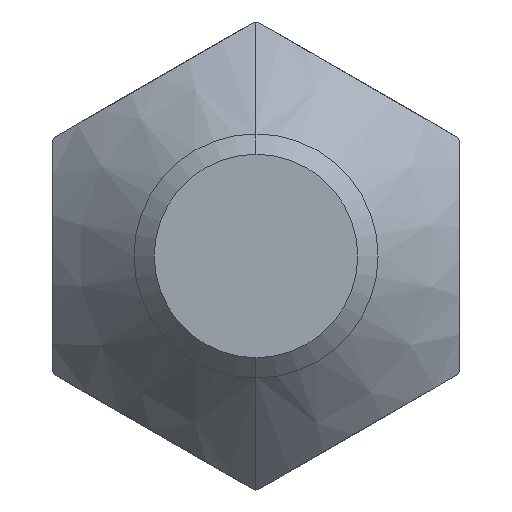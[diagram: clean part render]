
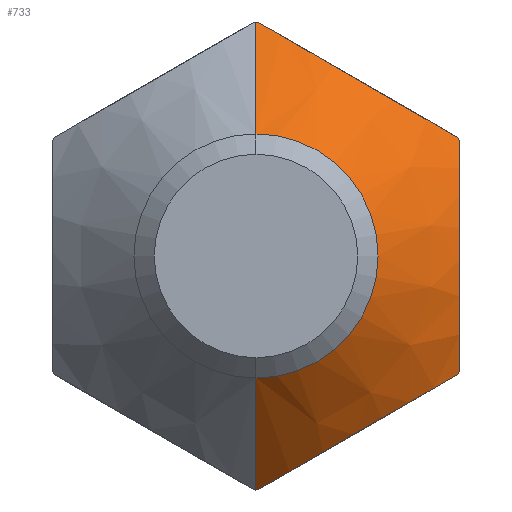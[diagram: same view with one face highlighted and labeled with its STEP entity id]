
A CAD part, front view. The second image highlights one B-rep face of the part: STEP entity #733.
In plain terms, the highlighted conical face has half-angle 45 degrees and reference radius 5.75 mm.
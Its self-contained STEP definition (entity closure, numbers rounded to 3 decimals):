
#56 = EDGE_CURVE ( 'NONE', #1013, #1151, #1610, .T. ) ;
#186 = AXIS2_PLACEMENT_3D ( 'NONE', #1677, #2760, #2078 ) ;
#206 = VERTEX_POINT ( 'NONE', #866 ) ;
#251 = CARTESIAN_POINT ( 'NONE',  ( 3.363, -87.907, 3.832 ) ) ;
#337 = CARTESIAN_POINT ( 'NONE',  ( 0., -87.25, 0. ) ) ;
#355 = ORIENTED_EDGE ( 'NONE', *, *, #2849, .T. ) ;
#367 = DIRECTION ( 'NONE',  ( 0., 0., -1. ) ) ;
#383 = CIRCLE ( 'NONE', #186, 5.75 ) ;
#413 = EDGE_CURVE ( 'NONE', #2494, #4683, #3891, .T. ) ;
#481 = CARTESIAN_POINT ( 'NONE',  ( 0., -90., 3. ) ) ;
#537 = ORIENTED_EDGE ( 'NONE', *, *, #1683, .T. ) ;
#543 = CIRCLE ( 'NONE', #1745, 5.75 ) ;
#575 = B_SPLINE_CURVE_WITH_KNOTS ( 'NONE', 3,
 ( #1752, #4352, #4012, #624, #251, #2145, #2089, #2880, #4389, #4410, #2423, #3195 ),
 .UNSPECIFIED., .F., .F.,
 ( 4, 2, 2, 2, 2, 4 ),
 ( 0., 0.001, 0.002, 0.003, 0.004, 0.006 ),
 .UNSPECIFIED. ) ;
#581 = AXIS2_PLACEMENT_3D ( 'NONE', #2556, #1464, #367 ) ;
#609 = CARTESIAN_POINT ( 'NONE',  ( 4.572, -87.471, -3.134 ) ) ;
#624 = CARTESIAN_POINT ( 'NONE',  ( 3.57, -87.855, 3.712 ) ) ;
#690 = CARTESIAN_POINT ( 'NONE',  ( 0., -90., 0. ) ) ;
#695 = DIRECTION ( 'NONE',  ( 0., 0.707, 0.707 ) ) ;
#706 = CARTESIAN_POINT ( 'NONE',  ( 5., -87.469, -2.395 ) ) ;
#733 = ADVANCED_FACE ( 'NONE', ( #4832 ), #3093, .T. ) ;
#753 = CARTESIAN_POINT ( 'NONE',  ( 0., -90., -3. ) ) ;
#831 = EDGE_CURVE ( 'NONE', #4157, #2190, #3153, .T. ) ;
#866 = CARTESIAN_POINT ( 'NONE',  ( 0.041, -87.25, 5.75 ) ) ;
#871 = CIRCLE ( 'NONE', #3227, 3. ) ;
#945 = CARTESIAN_POINT ( 'NONE',  ( 1.637, -87.907, -4.828 ) ) ;
#979 = VERTEX_POINT ( 'NONE', #753 ) ;
#987 = VECTOR ( 'NONE', #2360, 1000. ) ;
#1013 = VERTEX_POINT ( 'NONE', #1886 ) ;
#1051 = CARTESIAN_POINT ( 'NONE',  ( 0., -87.25, -5.75 ) ) ;
#1082 = CARTESIAN_POINT ( 'NONE',  ( 0., -87.25, 0. ) ) ;
#1151 = VERTEX_POINT ( 'NONE', #4054 ) ;
#1243 = DIRECTION ( 'NONE',  ( 0., 0., -1. ) ) ;
#1305 = CARTESIAN_POINT ( 'NONE',  ( 2.277, -87.999, -4.459 ) ) ;
#1330 = EDGE_CURVE ( 'NONE', #4141, #2190, #383, .T. ) ;
#1436 = CARTESIAN_POINT ( 'NONE',  ( 5., -87.907, -0.997 ) ) ;
#1444 = DIRECTION ( 'NONE',  ( 0., 0., 1. ) ) ;
#1464 = DIRECTION ( 'NONE',  ( 0., -1., 0. ) ) ;
#1478 = DIRECTION ( 'NONE',  ( 0., 1., 0. ) ) ;
#1548 = ORIENTED_EDGE ( 'NONE', *, *, #56, .T. ) ;
#1610 = B_SPLINE_CURVE_WITH_KNOTS ( 'NONE', 3,
 ( #4721, #2774, #3167, #4694, #945, #2042, #1305, #2408, #2057, #2806, #609, #3198 ),
 .UNSPECIFIED., .F., .F.,
 ( 4, 2, 2, 2, 2, 4 ),
 ( 0., 0.001, 0.002, 0.003, 0.004, 0.006 ),
 .UNSPECIFIED. ) ;
#1669 = CARTESIAN_POINT ( 'NONE',  ( 5., -87.25, -2.839 ) ) ;
#1677 = CARTESIAN_POINT ( 'NONE',  ( 0., -87.25, 0. ) ) ;
#1678 = ORIENTED_EDGE ( 'NONE', *, *, #1762, .F. ) ;
#1683 = EDGE_CURVE ( 'NONE', #4141, #206, #575, .T. ) ;
#1745 = AXIS2_PLACEMENT_3D ( 'NONE', #337, #2507, #1784 ) ;
#1752 = CARTESIAN_POINT ( 'NONE',  ( 4.959, -87.25, 2.91 ) ) ;
#1753 = CARTESIAN_POINT ( 'NONE',  ( 5., -87.656, -1.941 ) ) ;
#1762 = EDGE_CURVE ( 'NONE', #1013, #4693, #543, .T. ) ;
#1784 = DIRECTION ( 'NONE',  ( 0., 0., 1. ) ) ;
#1805 = CARTESIAN_POINT ( 'NONE',  ( 5., -87.66, 1.932 ) ) ;
#1808 = CARTESIAN_POINT ( 'NONE',  ( 5., -87.25, 2.839 ) ) ;
#1886 = CARTESIAN_POINT ( 'NONE',  ( 0.041, -87.25, -5.75 ) ) ;
#1905 = VECTOR ( 'NONE', #695, 1000. ) ;
#2028 = CARTESIAN_POINT ( 'NONE',  ( 4.959, -87.25, 2.91 ) ) ;
#2042 = CARTESIAN_POINT ( 'NONE',  ( 2.059, -87.98, -4.584 ) ) ;
#2057 = CARTESIAN_POINT ( 'NONE',  ( 3.342, -87.927, -3.844 ) ) ;
#2078 = DIRECTION ( 'NONE',  ( 0., 0., 1. ) ) ;
#2089 = CARTESIAN_POINT ( 'NONE',  ( 2.723, -87.999, 4.201 ) ) ;
#2101 = ORIENTED_EDGE ( 'NONE', *, *, #4121, .T. ) ;
#2127 = CARTESIAN_POINT ( 'NONE',  ( 5., -87.25, 2.839 ) ) ;
#2129 = CARTESIAN_POINT ( 'NONE',  ( 0., -87.25, 5.75 ) ) ;
#2145 = CARTESIAN_POINT ( 'NONE',  ( 2.941, -87.98, 4.076 ) ) ;
#2181 = ORIENTED_EDGE ( 'NONE', *, *, #1330, .F. ) ;
#2190 = VERTEX_POINT ( 'NONE', #1808 ) ;
#2316 = CARTESIAN_POINT ( 'NONE',  ( 0., -87.25, -5.75 ) ) ;
#2342 = EDGE_LOOP ( 'NONE', ( #2686, #2101, #1678, #1548, #3903, #2481, #2181, #537, #355, #2544 ) ) ;
#2353 = CIRCLE ( 'NONE', #3169, 5.75 ) ;
#2360 = DIRECTION ( 'NONE',  ( 0., 0.707, -0.707 ) ) ;
#2408 = CARTESIAN_POINT ( 'NONE',  ( 2.92, -88.001, -4.088 ) ) ;
#2423 = CARTESIAN_POINT ( 'NONE',  ( 0.428, -87.471, 5.526 ) ) ;
#2481 = ORIENTED_EDGE ( 'NONE', *, *, #831, .T. ) ;
#2494 = VERTEX_POINT ( 'NONE', #481 ) ;
#2507 = DIRECTION ( 'NONE',  ( 0., 1., 0. ) ) ;
#2544 = ORIENTED_EDGE ( 'NONE', *, *, #413, .F. ) ;
#2556 = CARTESIAN_POINT ( 'NONE',  ( 0., -87.25, 0. ) ) ;
#2686 = ORIENTED_EDGE ( 'NONE', *, *, #4664, .T. ) ;
#2760 = DIRECTION ( 'NONE',  ( 0., 1., 0. ) ) ;
#2774 = CARTESIAN_POINT ( 'NONE',  ( 0.426, -87.469, -5.528 ) ) ;
#2806 = CARTESIAN_POINT ( 'NONE',  ( 4.173, -87.66, -3.364 ) ) ;
#2849 = EDGE_CURVE ( 'NONE', #206, #4683, #3923, .T. ) ;
#2863 = CARTESIAN_POINT ( 'NONE',  ( 5., -87.471, 2.393 ) ) ;
#2880 = CARTESIAN_POINT ( 'NONE',  ( 2.08, -88.001, 4.573 ) ) ;
#2937 = DIRECTION ( 'NONE',  ( 0., 1., 0. ) ) ;
#3093 = CONICAL_SURFACE ( 'NONE', #3453, 5.75, 0.785 ) ;
#3153 = B_SPLINE_CURVE_WITH_KNOTS ( 'NONE', 3,
 ( #4411, #706, #1753, #3675, #1436, #3641, #4390, #4013, #4049, #1805, #2863, #2127 ),
 .UNSPECIFIED., .F., .F.,
 ( 4, 2, 2, 2, 2, 4 ),
 ( 0., 0.001, 0.002, 0.003, 0.004, 0.006 ),
 .UNSPECIFIED. ) ;
#3167 = CARTESIAN_POINT ( 'NONE',  ( 0.819, -87.656, -5.301 ) ) ;
#3169 = AXIS2_PLACEMENT_3D ( 'NONE', #4221, #3842, #1243 ) ;
#3195 = CARTESIAN_POINT ( 'NONE',  ( 0.041, -87.25, 5.75 ) ) ;
#3198 = CARTESIAN_POINT ( 'NONE',  ( 4.959, -87.25, -2.91 ) ) ;
#3227 = AXIS2_PLACEMENT_3D ( 'NONE', #690, #2937, #3284 ) ;
#3284 = DIRECTION ( 'NONE',  ( 0., 0., -1. ) ) ;
#3453 = AXIS2_PLACEMENT_3D ( 'NONE', #1082, #1478, #1444 ) ;
#3641 = CARTESIAN_POINT ( 'NONE',  ( 5., -87.98, -0.509 ) ) ;
#3675 = CARTESIAN_POINT ( 'NONE',  ( 5., -87.855, -1.236 ) ) ;
#3842 = DIRECTION ( 'NONE',  ( 0., -1., 0. ) ) ;
#3891 = LINE ( 'NONE', #2129, #1905 ) ;
#3903 = ORIENTED_EDGE ( 'NONE', *, *, #4404, .T. ) ;
#3923 = CIRCLE ( 'NONE', #581, 5.75 ) ;
#4010 = CARTESIAN_POINT ( 'NONE',  ( 0., -87.25, 5.75 ) ) ;
#4012 = CARTESIAN_POINT ( 'NONE',  ( 4.181, -87.656, 3.36 ) ) ;
#4013 = CARTESIAN_POINT ( 'NONE',  ( 5., -88.001, 0.485 ) ) ;
#4049 = CARTESIAN_POINT ( 'NONE',  ( 5., -87.927, 0.972 ) ) ;
#4054 = CARTESIAN_POINT ( 'NONE',  ( 4.959, -87.25, -2.91 ) ) ;
#4121 = EDGE_CURVE ( 'NONE', #979, #4693, #4134, .T. ) ;
#4134 = LINE ( 'NONE', #2316, #987 ) ;
#4141 = VERTEX_POINT ( 'NONE', #2028 ) ;
#4157 = VERTEX_POINT ( 'NONE', #1669 ) ;
#4221 = CARTESIAN_POINT ( 'NONE',  ( 0., -87.25, 0. ) ) ;
#4352 = CARTESIAN_POINT ( 'NONE',  ( 4.574, -87.469, 3.133 ) ) ;
#4389 = CARTESIAN_POINT ( 'NONE',  ( 1.658, -87.927, 4.816 ) ) ;
#4390 = CARTESIAN_POINT ( 'NONE',  ( 5., -87.999, -0.258 ) ) ;
#4404 = EDGE_CURVE ( 'NONE', #1151, #4157, #2353, .T. ) ;
#4410 = CARTESIAN_POINT ( 'NONE',  ( 0.827, -87.66, 5.296 ) ) ;
#4411 = CARTESIAN_POINT ( 'NONE',  ( 5., -87.25, -2.839 ) ) ;
#4664 = EDGE_CURVE ( 'NONE', #2494, #979, #871, .T. ) ;
#4683 = VERTEX_POINT ( 'NONE', #4010 ) ;
#4693 = VERTEX_POINT ( 'NONE', #1051 ) ;
#4694 = CARTESIAN_POINT ( 'NONE',  ( 1.43, -87.855, -4.948 ) ) ;
#4721 = CARTESIAN_POINT ( 'NONE',  ( 0.041, -87.25, -5.75 ) ) ;
#4832 = FACE_OUTER_BOUND ( 'NONE', #2342, .T. ) ;
